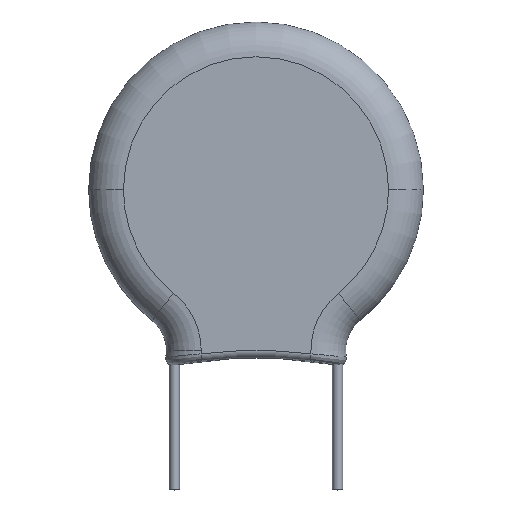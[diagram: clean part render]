
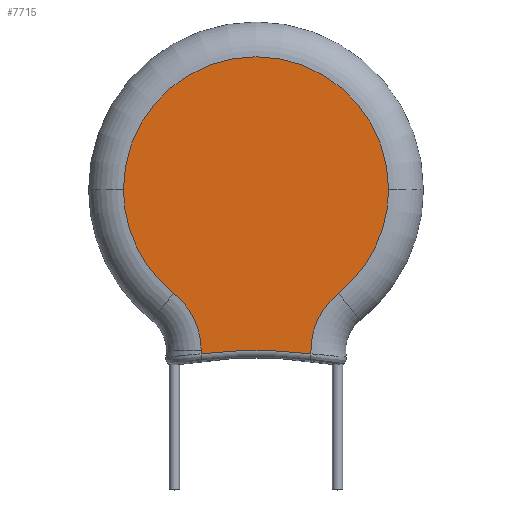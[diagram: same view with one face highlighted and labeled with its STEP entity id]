
A CAD part, top view. The second image highlights one B-rep face of the part: STEP entity #7715.
In plain terms, the highlighted planar face has unit normal (0, 0, 1).
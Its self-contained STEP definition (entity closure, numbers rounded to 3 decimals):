
#115 = DIRECTION ( 'NONE',  ( 0., 0., -1. ) ) ;
#212 = ORIENTED_EDGE ( 'NONE', *, *, #8891, .T. ) ;
#311 = CARTESIAN_POINT ( 'NONE',  ( 2.691, -8.063, 1.375 ) ) ;
#340 = VERTEX_POINT ( 'NONE', #311 ) ;
#424 = CIRCLE ( 'NONE', #1891, 6.5 ) ;
#566 = CARTESIAN_POINT ( 'NONE',  ( -2.691, -8.063, 1.375 ) ) ;
#700 = VERTEX_POINT ( 'NONE', #10433 ) ;
#901 = CARTESIAN_POINT ( 'NONE',  ( 0., -30.123, 1.375 ) ) ;
#973 = ORIENTED_EDGE ( 'NONE', *, *, #11082, .T. ) ;
#1313 = VERTEX_POINT ( 'NONE', #4730 ) ;
#1348 = EDGE_CURVE ( 'NONE', #5107, #9348, #2264, .T. ) ;
#1788 = DIRECTION ( 'NONE',  ( 0., 0., -1. ) ) ;
#1883 = CARTESIAN_POINT ( 'NONE',  ( 6.262, -7.893, 1.375 ) ) ;
#1891 = AXIS2_PLACEMENT_3D ( 'NONE', #6508, #6673, #10116 ) ;
#2201 = VERTEX_POINT ( 'NONE', #4174 ) ;
#2264 = CIRCLE ( 'NONE', #10936, 3.576 ) ;
#2271 = PLANE ( 'NONE',  #9097 ) ;
#2445 = DIRECTION ( 'NONE',  ( 0., 0., -1. ) ) ;
#2703 = CARTESIAN_POINT ( 'NONE',  ( 0., 0., 1.375 ) ) ;
#2961 = CIRCLE ( 'NONE', #4785, 6.5 ) ;
#3373 = DIRECTION ( 'NONE',  ( 1., 0., 0. ) ) ;
#3383 = CARTESIAN_POINT ( 'NONE',  ( 0., 0., 1.375 ) ) ;
#3491 = DIRECTION ( 'NONE',  ( 0., 0., 1. ) ) ;
#3576 = DIRECTION ( 'NONE',  ( 1., 0., 0. ) ) ;
#4125 = CARTESIAN_POINT ( 'NONE',  ( 0., 0., 1.375 ) ) ;
#4174 = CARTESIAN_POINT ( 'NONE',  ( 4.04, -5.092, 1.375 ) ) ;
#4373 = EDGE_CURVE ( 'NONE', #9348, #340, #8749, .T. ) ;
#4544 = EDGE_CURVE ( 'NONE', #700, #1313, #424, .T. ) ;
#4614 = EDGE_CURVE ( 'NONE', #2201, #700, #2961, .T. ) ;
#4730 = CARTESIAN_POINT ( 'NONE',  ( -6.5, 0., 1.375 ) ) ;
#4768 = ORIENTED_EDGE ( 'NONE', *, *, #9279, .T. ) ;
#4785 = AXIS2_PLACEMENT_3D ( 'NONE', #3383, #3491, #9380 ) ;
#4868 = EDGE_LOOP ( 'NONE', ( #4768, #8187, #5530, #973, #10911, #5898, #212 ) ) ;
#5091 = DIRECTION ( 'NONE',  ( 1., 0., 0. ) ) ;
#5107 = VERTEX_POINT ( 'NONE', #8135 ) ;
#5158 = DIRECTION ( 'NONE',  ( 1., 0., 0. ) ) ;
#5180 = CIRCLE ( 'NONE', #8266, 3.576 ) ;
#5242 = DIRECTION ( 'NONE',  ( 1., 0., 0. ) ) ;
#5530 = ORIENTED_EDGE ( 'NONE', *, *, #4373, .T. ) ;
#5840 = VERTEX_POINT ( 'NONE', #10946 ) ;
#5898 = ORIENTED_EDGE ( 'NONE', *, *, #4544, .T. ) ;
#6033 = AXIS2_PLACEMENT_3D ( 'NONE', #901, #8777, #5158 ) ;
#6508 = CARTESIAN_POINT ( 'NONE',  ( 0., 0., 1.375 ) ) ;
#6566 = DIRECTION ( 'NONE',  ( 0., 0., 1. ) ) ;
#6673 = DIRECTION ( 'NONE',  ( 0., 0., 1. ) ) ;
#7513 = AXIS2_PLACEMENT_3D ( 'NONE', #2703, #9421, #3373 ) ;
#7579 = CARTESIAN_POINT ( 'NONE',  ( -6.262, -7.893, 1.375 ) ) ;
#7715 = ADVANCED_FACE ( 'NONE', ( #8437 ), #2271, .T. ) ;
#8135 = CARTESIAN_POINT ( 'NONE',  ( -2.686, -7.893, 1.375 ) ) ;
#8187 = ORIENTED_EDGE ( 'NONE', *, *, #1348, .T. ) ;
#8255 = CIRCLE ( 'NONE', #7513, 6.5 ) ;
#8266 = AXIS2_PLACEMENT_3D ( 'NONE', #9527, #1788, #5242 ) ;
#8437 = FACE_OUTER_BOUND ( 'NONE', #4868, .T. ) ;
#8749 = CIRCLE ( 'NONE', #6033, 22.223 ) ;
#8777 = DIRECTION ( 'NONE',  ( 0., 0., -1. ) ) ;
#8891 = EDGE_CURVE ( 'NONE', #1313, #5840, #8255, .T. ) ;
#9097 = AXIS2_PLACEMENT_3D ( 'NONE', #4125, #6566, #9959 ) ;
#9279 = EDGE_CURVE ( 'NONE', #5840, #5107, #5180, .T. ) ;
#9348 = VERTEX_POINT ( 'NONE', #566 ) ;
#9380 = DIRECTION ( 'NONE',  ( 1., 0., 0. ) ) ;
#9421 = DIRECTION ( 'NONE',  ( 0., 0., 1. ) ) ;
#9527 = CARTESIAN_POINT ( 'NONE',  ( -6.262, -7.893, 1.375 ) ) ;
#9959 = DIRECTION ( 'NONE',  ( 1., 0., 0. ) ) ;
#10116 = DIRECTION ( 'NONE',  ( 1., 0., 0. ) ) ;
#10159 = CIRCLE ( 'NONE', #11070, 3.576 ) ;
#10433 = CARTESIAN_POINT ( 'NONE',  ( 6.5, 0., 1.375 ) ) ;
#10911 = ORIENTED_EDGE ( 'NONE', *, *, #4614, .T. ) ;
#10936 = AXIS2_PLACEMENT_3D ( 'NONE', #7579, #2445, #5091 ) ;
#10946 = CARTESIAN_POINT ( 'NONE',  ( -4.04, -5.092, 1.375 ) ) ;
#11070 = AXIS2_PLACEMENT_3D ( 'NONE', #1883, #115, #3576 ) ;
#11082 = EDGE_CURVE ( 'NONE', #340, #2201, #10159, .T. ) ;
